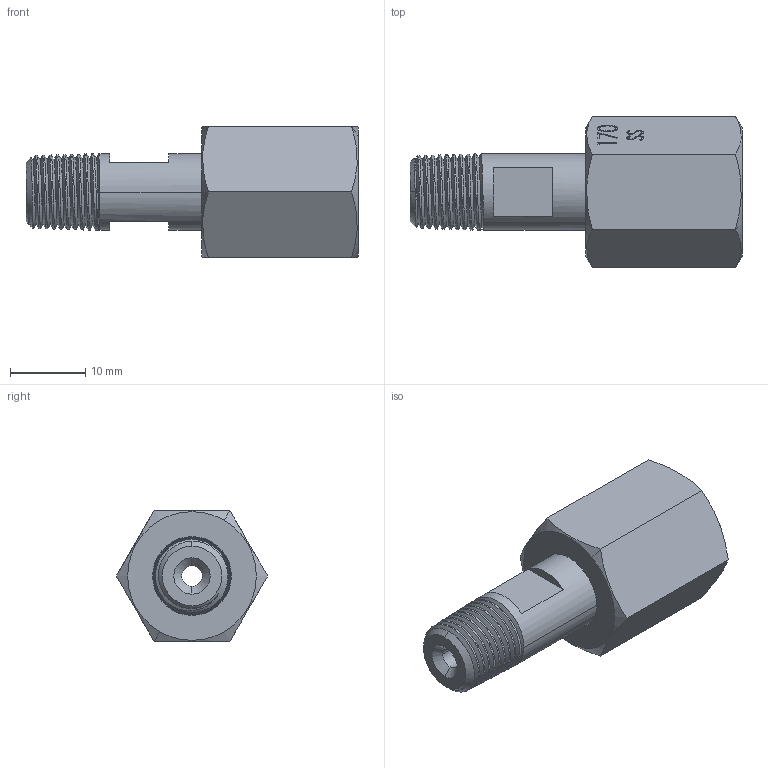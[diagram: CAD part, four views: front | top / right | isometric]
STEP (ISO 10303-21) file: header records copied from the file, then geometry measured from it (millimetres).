
FILE_DESCRIPTION (( 'STEP AP203' ), '1' );
FILE_NAME ('INL-170SS-2M-20F.STEP', '2025-08-27T18:57:18', ( '' ), ( '' ), 'SwSTEP 2.0', 'SolidWorks 2018', '' );
FILE_SCHEMA (( 'CONFIG_CONTROL_DESIGN' ));
Length unit declared in the file: inch
Products named in the file (4): PRT-001043; INL-170SS-2M-20F; PRT-002391; PRT-000150
Assembly tree (3 placements, depth 2):
  INL-170SS-2M-20F
    PRT-002391
    PRT-001043
    PRT-000150
Bounding box: 44.26 x 20.16 x 17.46 mm (x, y, z)
Volume: 5246.3 mm3; surface area: 4692.8 mm2
Topology: 3 solids, 3 shells, 158 faces, 587 edges, 446 vertices
Faces by surface type: bspline 45, plane 43, cone 36, cylinder 30, torus 4
Entity records: 16683 total; most frequent: CARTESIAN_POINT 11929, ORIENTED_EDGE 1174, EDGE_CURVE 587, DIRECTION 531, VERTEX_POINT 446, B_SPLINE_CURVE_WITH_KNOTS 357, AXIS2_PLACEMENT_3D 182, EDGE_LOOP 175
